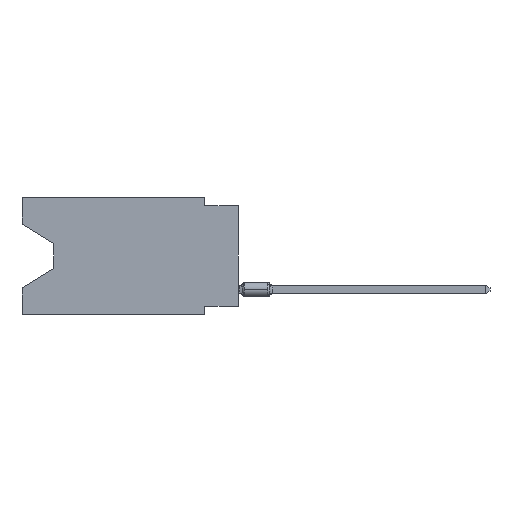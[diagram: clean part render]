
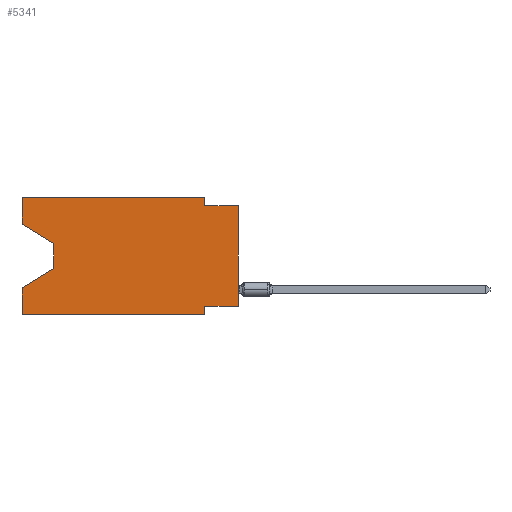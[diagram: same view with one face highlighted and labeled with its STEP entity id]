
A CAD part, left-side view. The second image highlights one B-rep face of the part: STEP entity #5341.
In plain terms, the highlighted planar face has unit normal (-1, 0, 0).
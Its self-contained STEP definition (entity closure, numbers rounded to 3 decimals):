
#47 = CARTESIAN_POINT ( 'NONE',  ( 0., 16.383, 0. ) ) ;
#205 = VERTEX_POINT ( 'NONE', #13105 ) ;
#736 = CARTESIAN_POINT ( 'NONE',  ( 0., 2.54, -8.255 ) ) ;
#937 = CARTESIAN_POINT ( 'NONE',  ( 0., 2.54, 0. ) ) ;
#1476 = ORIENTED_EDGE ( 'NONE', *, *, #20311, .F. ) ;
#1814 = ORIENTED_EDGE ( 'NONE', *, *, #21928, .T. ) ;
#2272 = CARTESIAN_POINT ( 'NONE',  ( 0., 2.54, -8.89 ) ) ;
#2371 = AXIS2_PLACEMENT_3D ( 'NONE', #8649, #13228, #17520 ) ;
#2581 = CARTESIAN_POINT ( 'NONE',  ( 0., 0., -0.635 ) ) ;
#3045 = ORIENTED_EDGE ( 'NONE', *, *, #5302, .F. ) ;
#3080 = ORIENTED_EDGE ( 'NONE', *, *, #20112, .F. ) ;
#3116 = VERTEX_POINT ( 'NONE', #23162 ) ;
#3424 = LINE ( 'NONE', #7479, #6959 ) ;
#3557 = DIRECTION ( 'NONE',  ( 0., 1., 0. ) ) ;
#3725 = VECTOR ( 'NONE', #14889, 1000. ) ;
#4003 = ORIENTED_EDGE ( 'NONE', *, *, #12479, .T. ) ;
#5022 = ORIENTED_EDGE ( 'NONE', *, *, #15648, .T. ) ;
#5302 = EDGE_CURVE ( 'NONE', #23615, #8019, #12944, .T. ) ;
#5341 = ADVANCED_FACE ( 'NONE', ( #25818 ), #8920, .F. ) ;
#5386 = VERTEX_POINT ( 'NONE', #736 ) ;
#5959 = EDGE_CURVE ( 'NONE', #14610, #26935, #10994, .T. ) ;
#5992 = VECTOR ( 'NONE', #12547, 1000. ) ;
#6837 = CARTESIAN_POINT ( 'NONE',  ( 0., 0., 0. ) ) ;
#6959 = VECTOR ( 'NONE', #18127, 1000. ) ;
#7479 = CARTESIAN_POINT ( 'NONE',  ( 0., 16.383, -2.038 ) ) ;
#7549 = ORIENTED_EDGE ( 'NONE', *, *, #12365, .F. ) ;
#7591 = VECTOR ( 'NONE', #13576, 1000. ) ;
#8019 = VERTEX_POINT ( 'NONE', #17329 ) ;
#8649 = CARTESIAN_POINT ( 'NONE',  ( 0., 16.383, 0. ) ) ;
#8883 = ORIENTED_EDGE ( 'NONE', *, *, #5959, .T. ) ;
#8920 = PLANE ( 'NONE',  #2371 ) ;
#9350 = CARTESIAN_POINT ( 'NONE',  ( 0., 2.54, -0.635 ) ) ;
#9383 = VECTOR ( 'NONE', #17297, 1000. ) ;
#9810 = LINE ( 'NONE', #14377, #19388 ) ;
#10501 = LINE ( 'NONE', #2581, #9383 ) ;
#10823 = VECTOR ( 'NONE', #21265, 1000. ) ;
#10994 = LINE ( 'NONE', #21374, #13532 ) ;
#11444 = DIRECTION ( 'NONE',  ( 0., 0., -1. ) ) ;
#11615 = LINE ( 'NONE', #15523, #7591 ) ;
#12365 = EDGE_CURVE ( 'NONE', #5386, #18443, #27081, .T. ) ;
#12479 = EDGE_CURVE ( 'NONE', #18543, #14610, #15599, .T. ) ;
#12519 = EDGE_LOOP ( 'NONE', ( #18066, #4003, #8883, #26117, #5022, #7549, #19067, #1814, #1476, #25258, #3080, #3045 ) ) ;
#12547 = DIRECTION ( 'NONE',  ( 0., 0., -1. ) ) ;
#12632 = VECTOR ( 'NONE', #11444, 1000. ) ;
#12944 = LINE ( 'NONE', #47, #19243 ) ;
#13085 = VECTOR ( 'NONE', #3557, 1000. ) ;
#13105 = CARTESIAN_POINT ( 'NONE',  ( 0., 2.54, 0. ) ) ;
#13228 = DIRECTION ( 'NONE',  ( 1., 0., 0. ) ) ;
#13532 = VECTOR ( 'NONE', #25386, 1000. ) ;
#13576 = DIRECTION ( 'NONE',  ( 0., -1., 0. ) ) ;
#13713 = DIRECTION ( 'NONE',  ( 0., 0., -1. ) ) ;
#14109 = VERTEX_POINT ( 'NONE', #17967 ) ;
#14120 = DIRECTION ( 'NONE',  ( 0., -1., 0. ) ) ;
#14377 = CARTESIAN_POINT ( 'NONE',  ( 0., 16.383, -8.89 ) ) ;
#14525 = EDGE_CURVE ( 'NONE', #14109, #5386, #18661, .T. ) ;
#14610 = VERTEX_POINT ( 'NONE', #20751 ) ;
#14889 = DIRECTION ( 'NONE',  ( 0., 0., 1. ) ) ;
#15027 = CARTESIAN_POINT ( 'NONE',  ( 0., 16.383, 0. ) ) ;
#15199 = CARTESIAN_POINT ( 'NONE',  ( 0., 2.54, -8.89 ) ) ;
#15487 = EDGE_CURVE ( 'NONE', #23615, #18543, #3424, .T. ) ;
#15523 = CARTESIAN_POINT ( 'NONE',  ( 0., 16.383, 0. ) ) ;
#15599 = LINE ( 'NONE', #21827, #12632 ) ;
#15648 = EDGE_CURVE ( 'NONE', #3116, #18443, #9810, .T. ) ;
#16722 = VERTEX_POINT ( 'NONE', #9350 ) ;
#17297 = DIRECTION ( 'NONE',  ( 0., -1., 0. ) ) ;
#17329 = CARTESIAN_POINT ( 'NONE',  ( 0., 16.383, 0. ) ) ;
#17520 = DIRECTION ( 'NONE',  ( 0., 0., -1. ) ) ;
#17967 = CARTESIAN_POINT ( 'NONE',  ( 0., 0., -8.255 ) ) ;
#18066 = ORIENTED_EDGE ( 'NONE', *, *, #15487, .T. ) ;
#18127 = DIRECTION ( 'NONE',  ( 0., -0.855, -0.519 ) ) ;
#18251 = CARTESIAN_POINT ( 'NONE',  ( 0., 0., -8.255 ) ) ;
#18443 = VERTEX_POINT ( 'NONE', #15199 ) ;
#18543 = VERTEX_POINT ( 'NONE', #23787 ) ;
#18571 = VECTOR ( 'NONE', #13713, 1000. ) ;
#18661 = LINE ( 'NONE', #18251, #13085 ) ;
#18888 = EDGE_CURVE ( 'NONE', #205, #16722, #24230, .T. ) ;
#19067 = ORIENTED_EDGE ( 'NONE', *, *, #14525, .F. ) ;
#19243 = VECTOR ( 'NONE', #23600, 1000. ) ;
#19388 = VECTOR ( 'NONE', #14120, 1000. ) ;
#19897 = VERTEX_POINT ( 'NONE', #24791 ) ;
#20112 = EDGE_CURVE ( 'NONE', #8019, #205, #11615, .T. ) ;
#20311 = EDGE_CURVE ( 'NONE', #16722, #19897, #10501, .T. ) ;
#20751 = CARTESIAN_POINT ( 'NONE',  ( 0., 13.97, -5.385 ) ) ;
#21265 = DIRECTION ( 'NONE',  ( 0., 0., 1. ) ) ;
#21374 = CARTESIAN_POINT ( 'NONE',  ( 0., 13.97, -5.385 ) ) ;
#21532 = LINE ( 'NONE', #15027, #10823 ) ;
#21827 = CARTESIAN_POINT ( 'NONE',  ( 0., 13.97, -3.505 ) ) ;
#21928 = EDGE_CURVE ( 'NONE', #14109, #19897, #25687, .T. ) ;
#22004 = EDGE_CURVE ( 'NONE', #3116, #26935, #21532, .T. ) ;
#23162 = CARTESIAN_POINT ( 'NONE',  ( 0., 16.383, -8.89 ) ) ;
#23600 = DIRECTION ( 'NONE',  ( 0., 0., 1. ) ) ;
#23615 = VERTEX_POINT ( 'NONE', #26531 ) ;
#23787 = CARTESIAN_POINT ( 'NONE',  ( 0., 13.97, -3.505 ) ) ;
#24230 = LINE ( 'NONE', #937, #18571 ) ;
#24791 = CARTESIAN_POINT ( 'NONE',  ( 0., 0., -0.635 ) ) ;
#25258 = ORIENTED_EDGE ( 'NONE', *, *, #18888, .F. ) ;
#25386 = DIRECTION ( 'NONE',  ( 0., 0.855, -0.519 ) ) ;
#25687 = LINE ( 'NONE', #6837, #3725 ) ;
#25818 = FACE_OUTER_BOUND ( 'NONE', #12519, .T. ) ;
#26117 = ORIENTED_EDGE ( 'NONE', *, *, #22004, .F. ) ;
#26390 = CARTESIAN_POINT ( 'NONE',  ( 0., 16.383, -6.852 ) ) ;
#26531 = CARTESIAN_POINT ( 'NONE',  ( 0., 16.383, -2.038 ) ) ;
#26935 = VERTEX_POINT ( 'NONE', #26390 ) ;
#27081 = LINE ( 'NONE', #2272, #5992 ) ;
